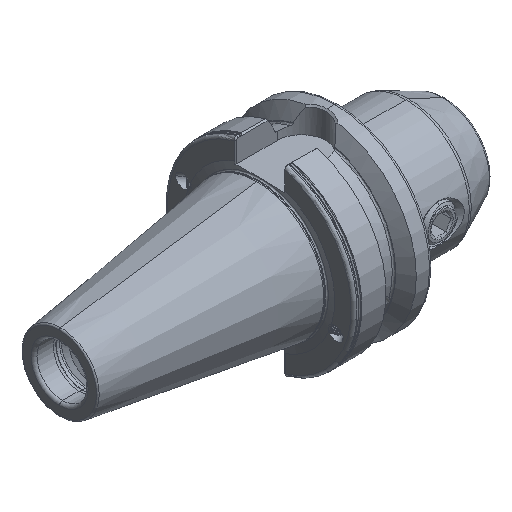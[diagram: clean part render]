
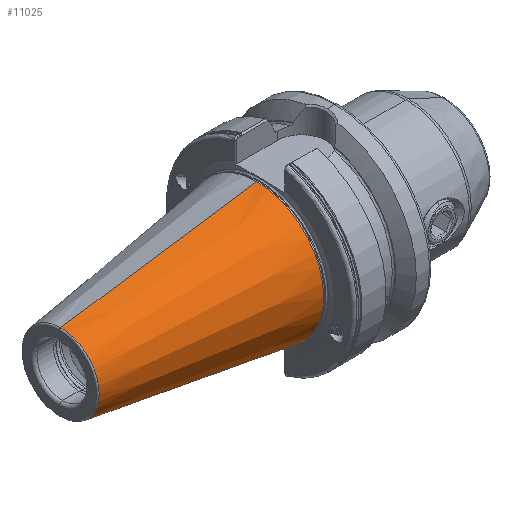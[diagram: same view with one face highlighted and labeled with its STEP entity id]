
A CAD part, isometric view. The second image highlights one B-rep face of the part: STEP entity #11025.
In plain terms, the highlighted conical face has half-angle 8.297 degrees and reference radius 22.24 mm.
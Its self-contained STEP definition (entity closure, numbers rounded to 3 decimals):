
#1260 = EDGE_LOOP ( 'NONE', ( #14185, #14184, #14177, #14202 ) ) ;
#2263 = VERTEX_POINT ( 'NONE', #5454 ) ;
#2270 = VERTEX_POINT ( 'NONE', #5502 ) ;
#2288 = VERTEX_POINT ( 'NONE', #5563 ) ;
#2310 = VERTEX_POINT ( 'NONE', #5533 ) ;
#3725 = DIRECTION ( 'NONE',  ( 1., 0., 0. ) ) ;
#3783 = DIRECTION ( 'NONE',  ( 0., 0., -1. ) ) ;
#3800 = CARTESIAN_POINT ( 'NONE',  ( -0.9, 0., 0. ) ) ;
#3986 = CARTESIAN_POINT ( 'NONE',  ( -65.972, 0., 0. ) ) ;
#3990 = DIRECTION ( 'NONE',  ( 1., 0., 0. ) ) ;
#4017 = DIRECTION ( 'NONE',  ( 0., 0., -1. ) ) ;
#5454 = CARTESIAN_POINT ( 'NONE',  ( -65.972, 0., 12.75 ) ) ;
#5502 = CARTESIAN_POINT ( 'NONE',  ( -65.972, 0., -12.75 ) ) ;
#5533 = CARTESIAN_POINT ( 'NONE',  ( -0.9, 0., 22.24 ) ) ;
#5563 = CARTESIAN_POINT ( 'NONE',  ( -0.9, 0., -22.24 ) ) ;
#6931 = CARTESIAN_POINT ( 'NONE',  ( -0.9, 0., 0. ) ) ;
#6932 = DIRECTION ( 'NONE',  ( 0., 0., -1. ) ) ;
#6950 = DIRECTION ( 'NONE',  ( 1., 0., 0. ) ) ;
#7479 = EDGE_CURVE ( 'NONE', #2263, #2310, #17988, .T. ) ;
#7480 = EDGE_CURVE ( 'NONE', #2270, #2288, #18038, .T. ) ;
#11025 = ADVANCED_FACE ( 'NONE', ( #18187 ), #18194, .T. ) ;
#13368 = DIRECTION ( 'NONE',  ( 0.99, 0., 0.144 ) ) ;
#13370 = CARTESIAN_POINT ( 'NONE',  ( -0.9, 0., -22.24 ) ) ;
#13386 = CARTESIAN_POINT ( 'NONE',  ( -0.9, 0., 22.24 ) ) ;
#13398 = DIRECTION ( 'NONE',  ( 0.99, 0., -0.144 ) ) ;
#14177 = ORIENTED_EDGE ( 'NONE', *, *, #7480, .T. ) ;
#14184 = ORIENTED_EDGE ( 'NONE', *, *, #19047, .T. ) ;
#14185 = ORIENTED_EDGE ( 'NONE', *, *, #7479, .F. ) ;
#14202 = ORIENTED_EDGE ( 'NONE', *, *, #19034, .F. ) ;
#14445 = AXIS2_PLACEMENT_3D ( 'NONE', #3986, #3990, #4017 ) ;
#16019 = AXIS2_PLACEMENT_3D ( 'NONE', #6931, #6950, #6932 ) ;
#16207 = AXIS2_PLACEMENT_3D ( 'NONE', #3800, #3725, #3783 ) ;
#17669 = CIRCLE ( 'NONE', #14445, 12.75 ) ;
#17706 = CIRCLE ( 'NONE', #16207, 22.24 ) ;
#17988 = LINE ( 'NONE', #13386, #18037 ) ;
#18037 = VECTOR ( 'NONE', #13368, 1000. ) ;
#18038 = LINE ( 'NONE', #13370, #18040 ) ;
#18040 = VECTOR ( 'NONE', #13398, 1000. ) ;
#18187 = FACE_OUTER_BOUND ( 'NONE', #1260, .T. ) ;
#18194 = CONICAL_SURFACE ( 'NONE', #16019, 22.24, 0.145 ) ;
#19034 = EDGE_CURVE ( 'NONE', #2310, #2288, #17706, .T. ) ;
#19047 = EDGE_CURVE ( 'NONE', #2263, #2270, #17669, .T. ) ;
